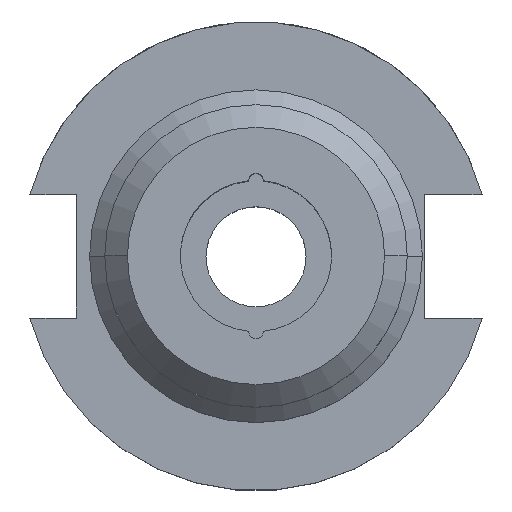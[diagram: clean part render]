
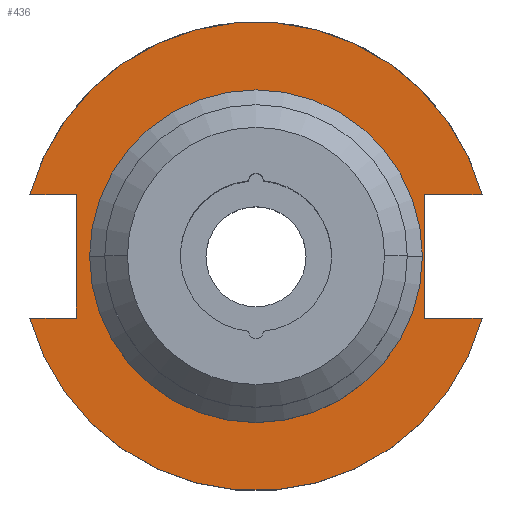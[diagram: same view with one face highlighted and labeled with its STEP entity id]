
A CAD part, top view. The second image highlights one B-rep face of the part: STEP entity #436.
In plain terms, the highlighted planar face has unit normal (0, 0, 1).
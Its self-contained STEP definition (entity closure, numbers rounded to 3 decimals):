
#12 = VERTEX_POINT ( 'NONE', #1480 ) ;
#20 = LINE ( 'NONE', #403, #1695 ) ;
#22 = LINE ( 'NONE', #1475, #894 ) ;
#30 = VERTEX_POINT ( 'NONE', #2023 ) ;
#51 = VERTEX_POINT ( 'NONE', #2016 ) ;
#163 = DIRECTION ( 'NONE',  ( 0., -1., 0. ) ) ;
#205 = VERTEX_POINT ( 'NONE', #1533 ) ;
#243 = FACE_BOUND ( 'NONE', #2034, .T. ) ;
#258 = EDGE_CURVE ( 'NONE', #1059, #1332, #22, .T. ) ;
#264 = DIRECTION ( 'NONE',  ( 1., 0., 0. ) ) ;
#356 = EDGE_CURVE ( 'NONE', #1332, #540, #1617, .T. ) ;
#403 = CARTESIAN_POINT ( 'NONE',  ( 0., -12.954, 19.05 ) ) ;
#412 = EDGE_LOOP ( 'NONE', ( #1654, #1821, #560, #1522, #1740, #932, #721, #661 ) ) ;
#417 = DIRECTION ( 'NONE',  ( 1., 0., 0. ) ) ;
#424 = LINE ( 'NONE', #1292, #1279 ) ;
#433 = DIRECTION ( 'NONE',  ( 0., 0., 1. ) ) ;
#436 = ADVANCED_FACE ( 'NONE', ( #243, #655 ), #785, .T. ) ;
#485 = AXIS2_PLACEMENT_3D ( 'NONE', #667, #798, #264 ) ;
#499 = EDGE_CURVE ( 'NONE', #30, #1462, #424, .T. ) ;
#534 = DIRECTION ( 'NONE',  ( 0., 0., -1. ) ) ;
#540 = VERTEX_POINT ( 'NONE', #1637 ) ;
#557 = DIRECTION ( 'NONE',  ( -1., 0., 0. ) ) ;
#560 = ORIENTED_EDGE ( 'NONE', *, *, #575, .T. ) ;
#563 = VERTEX_POINT ( 'NONE', #1470 ) ;
#575 = EDGE_CURVE ( 'NONE', #563, #1059, #1781, .T. ) ;
#583 = CARTESIAN_POINT ( 'NONE',  ( 0., 12.954, 19.05 ) ) ;
#655 = FACE_OUTER_BOUND ( 'NONE', #412, .T. ) ;
#661 = ORIENTED_EDGE ( 'NONE', *, *, #1525, .T. ) ;
#667 = CARTESIAN_POINT ( 'NONE',  ( 0., 0., 19.05 ) ) ;
#721 = ORIENTED_EDGE ( 'NONE', *, *, #1425, .T. ) ;
#759 = CARTESIAN_POINT ( 'NONE',  ( 0., 0., 19.05 ) ) ;
#785 = PLANE ( 'NONE',  #1814 ) ;
#798 = DIRECTION ( 'NONE',  ( 0., 0., 1. ) ) ;
#804 = DIRECTION ( 'NONE',  ( 0., -1., 0. ) ) ;
#869 = ORIENTED_EDGE ( 'NONE', *, *, #927, .T. ) ;
#892 = LINE ( 'NONE', #583, #928 ) ;
#894 = VECTOR ( 'NONE', #1620, 1000. ) ;
#927 = EDGE_CURVE ( 'NONE', #987, #12, #1572, .T. ) ;
#928 = VECTOR ( 'NONE', #1979, 1000. ) ;
#932 = ORIENTED_EDGE ( 'NONE', *, *, #1562, .T. ) ;
#941 = CARTESIAN_POINT ( 'NONE',  ( -37.719, -12.954, 19.05 ) ) ;
#983 = DIRECTION ( 'NONE',  ( 0., 1., 0. ) ) ;
#987 = VERTEX_POINT ( 'NONE', #1060 ) ;
#1005 = DIRECTION ( 'NONE',  ( 0., 0., -1. ) ) ;
#1059 = VERTEX_POINT ( 'NONE', #1911 ) ;
#1060 = CARTESIAN_POINT ( 'NONE',  ( 0., 34.925, 19.05 ) ) ;
#1075 = CIRCLE ( 'NONE', #1417, 34.925 ) ;
#1096 = CARTESIAN_POINT ( 'NONE',  ( 35.306, 0., 19.05 ) ) ;
#1218 = VECTOR ( 'NONE', #1829, 1000. ) ;
#1220 = VECTOR ( 'NONE', #983, 1000. ) ;
#1279 = VECTOR ( 'NONE', #804, 1000. ) ;
#1292 = CARTESIAN_POINT ( 'NONE',  ( -37.719, 0., 19.05 ) ) ;
#1310 = LINE ( 'NONE', #1428, #1218 ) ;
#1332 = VERTEX_POINT ( 'NONE', #1632 ) ;
#1370 = EDGE_CURVE ( 'NONE', #12, #987, #1075, .T. ) ;
#1383 = DIRECTION ( 'NONE',  ( 0., -1., 0. ) ) ;
#1404 = CIRCLE ( 'NONE', #1800, 49.213 ) ;
#1417 = AXIS2_PLACEMENT_3D ( 'NONE', #1646, #1005, #163 ) ;
#1420 = DIRECTION ( 'NONE',  ( 1., 0., 0. ) ) ;
#1425 = EDGE_CURVE ( 'NONE', #51, #205, #1404, .T. ) ;
#1428 = CARTESIAN_POINT ( 'NONE',  ( 0., 12.954, 19.05 ) ) ;
#1462 = VERTEX_POINT ( 'NONE', #941 ) ;
#1470 = CARTESIAN_POINT ( 'NONE',  ( -47.477, -12.954, 19.05 ) ) ;
#1475 = CARTESIAN_POINT ( 'NONE',  ( 0., -12.954, 19.05 ) ) ;
#1480 = CARTESIAN_POINT ( 'NONE',  ( 0., -34.925, 19.05 ) ) ;
#1508 = EDGE_CURVE ( 'NONE', #1462, #563, #20, .T. ) ;
#1522 = ORIENTED_EDGE ( 'NONE', *, *, #258, .T. ) ;
#1525 = EDGE_CURVE ( 'NONE', #205, #30, #892, .T. ) ;
#1533 = CARTESIAN_POINT ( 'NONE',  ( -47.477, 12.954, 19.05 ) ) ;
#1562 = EDGE_CURVE ( 'NONE', #540, #51, #1310, .T. ) ;
#1565 = DIRECTION ( 'NONE',  ( 0., 0., 1. ) ) ;
#1572 = CIRCLE ( 'NONE', #1820, 34.925 ) ;
#1617 = LINE ( 'NONE', #1096, #1220 ) ;
#1620 = DIRECTION ( 'NONE',  ( -1., 0., 0. ) ) ;
#1632 = CARTESIAN_POINT ( 'NONE',  ( 35.306, -12.954, 19.05 ) ) ;
#1637 = CARTESIAN_POINT ( 'NONE',  ( 35.306, 12.954, 19.05 ) ) ;
#1646 = CARTESIAN_POINT ( 'NONE',  ( 0., 0., 19.05 ) ) ;
#1654 = ORIENTED_EDGE ( 'NONE', *, *, #499, .T. ) ;
#1687 = ORIENTED_EDGE ( 'NONE', *, *, #1370, .T. ) ;
#1695 = VECTOR ( 'NONE', #557, 1000. ) ;
#1740 = ORIENTED_EDGE ( 'NONE', *, *, #356, .T. ) ;
#1781 = CIRCLE ( 'NONE', #485, 49.213 ) ;
#1800 = AXIS2_PLACEMENT_3D ( 'NONE', #759, #1565, #1420 ) ;
#1814 = AXIS2_PLACEMENT_3D ( 'NONE', #1838, #433, #417 ) ;
#1820 = AXIS2_PLACEMENT_3D ( 'NONE', #1924, #534, #1383 ) ;
#1821 = ORIENTED_EDGE ( 'NONE', *, *, #1508, .T. ) ;
#1829 = DIRECTION ( 'NONE',  ( 1., 0., 0. ) ) ;
#1838 = CARTESIAN_POINT ( 'NONE',  ( -48.047, -49.803, 19.05 ) ) ;
#1911 = CARTESIAN_POINT ( 'NONE',  ( 47.477, -12.954, 19.05 ) ) ;
#1924 = CARTESIAN_POINT ( 'NONE',  ( 0., 0., 19.05 ) ) ;
#1979 = DIRECTION ( 'NONE',  ( 1., 0., 0. ) ) ;
#2016 = CARTESIAN_POINT ( 'NONE',  ( 47.477, 12.954, 19.05 ) ) ;
#2023 = CARTESIAN_POINT ( 'NONE',  ( -37.719, 12.954, 19.05 ) ) ;
#2034 = EDGE_LOOP ( 'NONE', ( #1687, #869 ) ) ;
